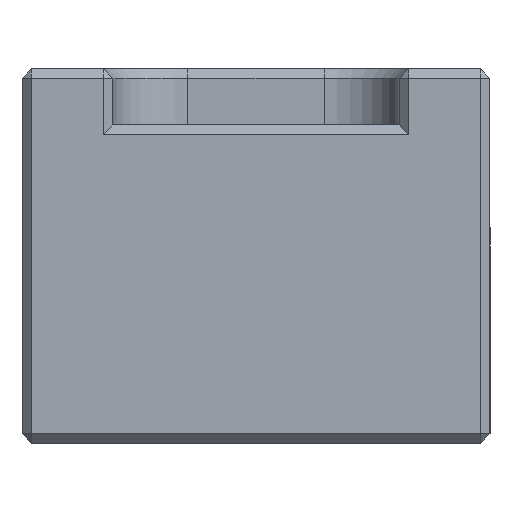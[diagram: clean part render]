
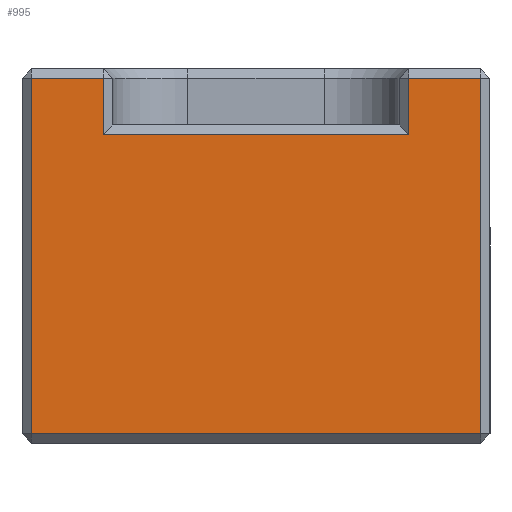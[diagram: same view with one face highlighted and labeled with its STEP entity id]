
A CAD part, left-side view. The second image highlights one B-rep face of the part: STEP entity #995.
In plain terms, the highlighted planar face has unit normal (-1, 0, 0).
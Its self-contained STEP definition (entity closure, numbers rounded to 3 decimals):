
#70=PLANE('',#1084);
#136=FACE_OUTER_BOUND('',#202,.T.);
#202=EDGE_LOOP('',(#902,#903,#904,#905,#906,#907,#908,#909));
#222=LINE('',#1412,#344);
#292=LINE('',#1553,#414);
#294=LINE('',#1556,#416);
#298=LINE('',#1562,#420);
#302=LINE('',#1568,#424);
#306=LINE('',#1574,#428);
#319=LINE('',#1607,#441);
#322=LINE('',#1611,#444);
#344=VECTOR('',#1134,10.);
#414=VECTOR('',#1260,10.);
#416=VECTOR('',#1264,10.);
#420=VECTOR('',#1272,10.);
#424=VECTOR('',#1280,10.);
#428=VECTOR('',#1288,10.);
#441=VECTOR('',#1323,10.);
#444=VECTOR('',#1328,10.);
#477=VERTEX_POINT('',#1403);
#480=VERTEX_POINT('',#1411);
#484=VERTEX_POINT('',#1422);
#489=VERTEX_POINT('',#1432);
#495=VERTEX_POINT('',#1449);
#499=VERTEX_POINT('',#1457);
#502=VERTEX_POINT('',#1468);
#532=VERTEX_POINT('',#1606);
#555=EDGE_CURVE('',#477,#480,#222,.T.);
#625=EDGE_CURVE('',#495,#502,#292,.T.);
#627=EDGE_CURVE('',#502,#499,#294,.T.);
#631=EDGE_CURVE('',#499,#489,#298,.T.);
#635=EDGE_CURVE('',#484,#495,#302,.T.);
#639=EDGE_CURVE('',#489,#477,#306,.T.);
#656=EDGE_CURVE('',#532,#484,#319,.T.);
#659=EDGE_CURVE('',#480,#532,#322,.T.);
#902=ORIENTED_EDGE('',*,*,#625,.F.);
#903=ORIENTED_EDGE('',*,*,#635,.F.);
#904=ORIENTED_EDGE('',*,*,#656,.F.);
#905=ORIENTED_EDGE('',*,*,#659,.F.);
#906=ORIENTED_EDGE('',*,*,#555,.F.);
#907=ORIENTED_EDGE('',*,*,#639,.F.);
#908=ORIENTED_EDGE('',*,*,#631,.F.);
#909=ORIENTED_EDGE('',*,*,#627,.F.);
#995=ADVANCED_FACE('',(#136),#70,.T.);
#1084=AXIS2_PLACEMENT_3D('',#1626,#1352,#1353);
#1134=DIRECTION('',(0.,0.,-1.));
#1260=DIRECTION('',(0.,0.,-1.));
#1264=DIRECTION('',(0.,1.,0.));
#1272=DIRECTION('',(0.,0.,1.));
#1280=DIRECTION('',(0.,-1.,0.));
#1288=DIRECTION('',(0.,-1.,0.));
#1323=DIRECTION('',(0.,0.,1.));
#1328=DIRECTION('',(0.,-1.,0.));
#1352=DIRECTION('center_axis',(-1.,0.,0.));
#1353=DIRECTION('ref_axis',(0.,-1.,0.));
#1403=CARTESIAN_POINT('',(0.,8.15,19.5));
#1411=CARTESIAN_POINT('',(0.,8.15,16.5));
#1412=CARTESIAN_POINT('',(0.,8.15,10.));
#1422=CARTESIAN_POINT('',(0.,-8.15,19.5));
#1432=CARTESIAN_POINT('',(0.,12.,19.5));
#1449=CARTESIAN_POINT('',(0.,-12.,19.5));
#1457=CARTESIAN_POINT('',(0.,12.,0.5));
#1468=CARTESIAN_POINT('',(0.,-12.,0.5));
#1553=CARTESIAN_POINT('',(0.,-12.,0.));
#1556=CARTESIAN_POINT('',(0.,6.25,0.5));
#1562=CARTESIAN_POINT('',(0.,12.,0.));
#1568=CARTESIAN_POINT('',(0.,6.25,19.5));
#1574=CARTESIAN_POINT('',(0.,6.25,19.5));
#1606=CARTESIAN_POINT('',(0.,-8.15,16.5));
#1607=CARTESIAN_POINT('',(0.,-8.15,10.));
#1611=CARTESIAN_POINT('',(0.,6.25,16.5));
#1626=CARTESIAN_POINT('Origin',(0.,12.5,0.));
